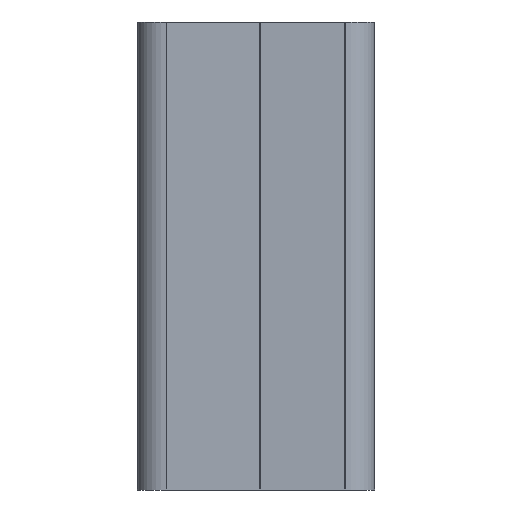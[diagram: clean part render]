
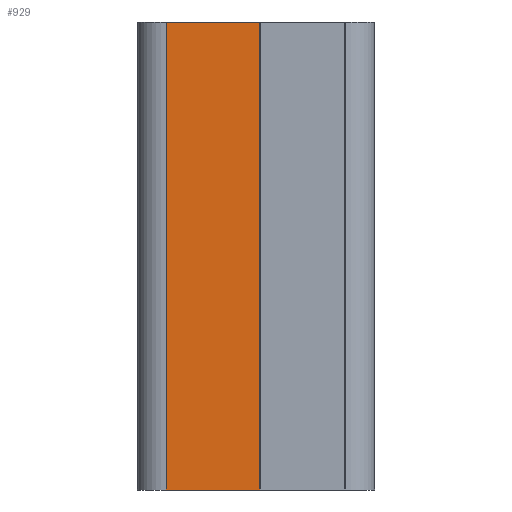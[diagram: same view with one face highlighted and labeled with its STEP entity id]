
A CAD part, left-side view. The second image highlights one B-rep face of the part: STEP entity #929.
In plain terms, the highlighted planar face has unit normal (-1, 0, 0).
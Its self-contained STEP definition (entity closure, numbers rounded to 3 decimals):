
#119 = VECTOR ( 'NONE', #523, 1000. ) ;
#210 = ORIENTED_EDGE ( 'NONE', *, *, #1126, .T. ) ;
#254 = DIRECTION ( 'NONE',  ( 0., -1., 0. ) ) ;
#318 = CARTESIAN_POINT ( 'NONE',  ( -38.3, -1.5, 24. ) ) ;
#320 = VECTOR ( 'NONE', #254, 1000. ) ;
#404 = DIRECTION ( 'NONE',  ( 0., 0., -1. ) ) ;
#416 = VERTEX_POINT ( 'NONE', #1365 ) ;
#434 = CARTESIAN_POINT ( 'NONE',  ( -38.3, -1.5, 24. ) ) ;
#465 = VERTEX_POINT ( 'NONE', #1713 ) ;
#510 = ORIENTED_EDGE ( 'NONE', *, *, #2059, .T. ) ;
#513 = ORIENTED_EDGE ( 'NONE', *, *, #1516, .F. ) ;
#523 = DIRECTION ( 'NONE',  ( 0., -1., 0. ) ) ;
#541 = EDGE_CURVE ( 'NONE', #416, #2018, #1465, .T. ) ;
#595 = LINE ( 'NONE', #931, #119 ) ;
#608 = AXIS2_PLACEMENT_3D ( 'NONE', #318, #1350, #1188 ) ;
#759 = CARTESIAN_POINT ( 'NONE',  ( -38.3, -1.5, 24. ) ) ;
#925 = DIRECTION ( 'NONE',  ( 0., 0., -1. ) ) ;
#929 = ADVANCED_FACE ( 'NONE', ( #2098 ), #1307, .F. ) ;
#931 = CARTESIAN_POINT ( 'NONE',  ( -38.3, -1.5, 0. ) ) ;
#1000 = ORIENTED_EDGE ( 'NONE', *, *, #541, .F. ) ;
#1036 = CARTESIAN_POINT ( 'NONE',  ( -38.3, -6.3, 24. ) ) ;
#1121 = LINE ( 'NONE', #1036, #1342 ) ;
#1126 = EDGE_CURVE ( 'NONE', #1770, #465, #595, .T. ) ;
#1188 = DIRECTION ( 'NONE',  ( 0., 0., -1. ) ) ;
#1267 = CARTESIAN_POINT ( 'NONE',  ( -38.3, -1.5, 0. ) ) ;
#1287 = LINE ( 'NONE', #434, #1303 ) ;
#1303 = VECTOR ( 'NONE', #925, 1000. ) ;
#1307 = PLANE ( 'NONE',  #608 ) ;
#1342 = VECTOR ( 'NONE', #404, 1000. ) ;
#1350 = DIRECTION ( 'NONE',  ( 1., 0., 0. ) ) ;
#1365 = CARTESIAN_POINT ( 'NONE',  ( -38.3, -1.5, 24. ) ) ;
#1465 = LINE ( 'NONE', #759, #320 ) ;
#1516 = EDGE_CURVE ( 'NONE', #2018, #465, #1121, .T. ) ;
#1519 = EDGE_LOOP ( 'NONE', ( #210, #513, #1000, #510 ) ) ;
#1713 = CARTESIAN_POINT ( 'NONE',  ( -38.3, -6.3, 0. ) ) ;
#1770 = VERTEX_POINT ( 'NONE', #1267 ) ;
#2018 = VERTEX_POINT ( 'NONE', #2133 ) ;
#2059 = EDGE_CURVE ( 'NONE', #416, #1770, #1287, .T. ) ;
#2098 = FACE_OUTER_BOUND ( 'NONE', #1519, .T. ) ;
#2133 = CARTESIAN_POINT ( 'NONE',  ( -38.3, -6.3, 24. ) ) ;
